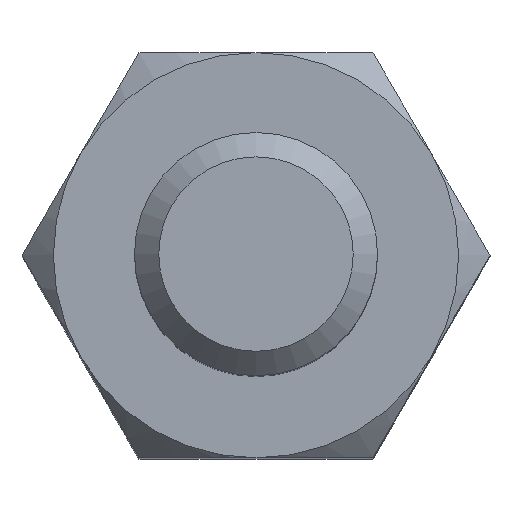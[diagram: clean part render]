
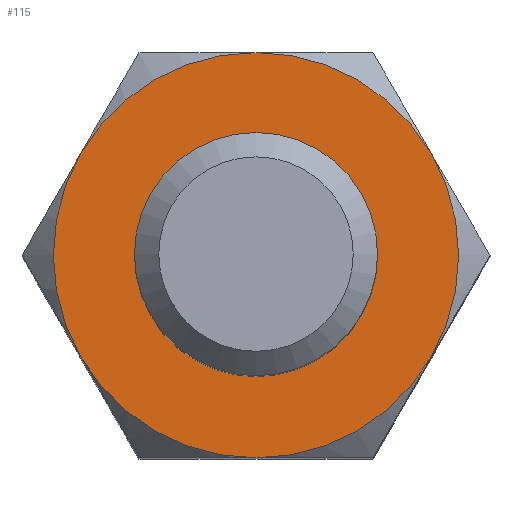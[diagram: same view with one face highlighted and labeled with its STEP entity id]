
A CAD part, top view. The second image highlights one B-rep face of the part: STEP entity #115.
In plain terms, the highlighted planar face has unit normal (0, 0, 1).
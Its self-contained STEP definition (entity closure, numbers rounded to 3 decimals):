
#115 = ADVANCED_FACE( '', ( #235, #236 ), #237, .T. );
#235 = FACE_BOUND( '', #347, .T. );
#236 = FACE_OUTER_BOUND( '', #348, .T. );
#237 = PLANE( '', #349 );
#347 = EDGE_LOOP( '', ( #572 ) );
#348 = EDGE_LOOP( '', ( #573, #574, #575, #576, #577, #578 ) );
#349 = AXIS2_PLACEMENT_3D( '', #579, #580, #581 );
#572 = ORIENTED_EDGE( '', *, *, #632, .T. );
#573 = ORIENTED_EDGE( '', *, *, #612, .F. );
#574 = ORIENTED_EDGE( '', *, *, #644, .F. );
#575 = ORIENTED_EDGE( '', *, *, #597, .F. );
#576 = ORIENTED_EDGE( '', *, *, #585, .T. );
#577 = ORIENTED_EDGE( '', *, *, #653, .F. );
#578 = ORIENTED_EDGE( '', *, *, #663, .F. );
#579 = CARTESIAN_POINT( '', ( 0., 0., 0. ) );
#580 = DIRECTION( '', ( 0., 0., 1. ) );
#581 = DIRECTION( '', ( 1., 0., 0. ) );
#585 = EDGE_CURVE( '', #668, #671, #673, .T. );
#597 = EDGE_CURVE( '', #668, #690, #691, .F. );
#612 = EDGE_CURVE( '', #714, #711, #716, .F. );
#632 = EDGE_CURVE( '', #745, #745, #746, .F. );
#644 = EDGE_CURVE( '', #690, #714, #762, .F. );
#653 = EDGE_CURVE( '', #752, #671, #772, .F. );
#663 = EDGE_CURVE( '', #711, #752, #782, .F. );
#668 = VERTEX_POINT( '', #787 );
#671 = VERTEX_POINT( '', #797 );
#673 = CIRCLE( '', #806, 2.5 );
#690 = VERTEX_POINT( '', #828 );
#691 = CIRCLE( '', #829, 2.5 );
#711 = VERTEX_POINT( '', #887 );
#714 = VERTEX_POINT( '', #895 );
#716 = CIRCLE( '', #904, 2.5 );
#745 = VERTEX_POINT( '', #977 );
#746 = CIRCLE( '', #978, 1.3 );
#752 = VERTEX_POINT( '', #986 );
#762 = CIRCLE( '', #1008, 2.5 );
#772 = CIRCLE( '', #1035, 2.5 );
#782 = CIRCLE( '', #1051, 2.5 );
#787 = CARTESIAN_POINT( '', ( 0., 2.5, 0. ) );
#797 = CARTESIAN_POINT( '', ( -2.165, 1.25, 0. ) );
#806 = AXIS2_PLACEMENT_3D( '', #1055, #1056, #1057 );
#828 = CARTESIAN_POINT( '', ( 2.165, 1.25, 0. ) );
#829 = AXIS2_PLACEMENT_3D( '', #1073, #1074, #1075 );
#887 = CARTESIAN_POINT( '', ( 0., -2.5, 0. ) );
#895 = CARTESIAN_POINT( '', ( 2.165, -1.25, 0. ) );
#904 = AXIS2_PLACEMENT_3D( '', #1081, #1082, #1083 );
#977 = CARTESIAN_POINT( '', ( 1.3, 0., 0. ) );
#978 = AXIS2_PLACEMENT_3D( '', #1100, #1101, #1102 );
#986 = CARTESIAN_POINT( '', ( -2.165, -1.25, 0. ) );
#1008 = AXIS2_PLACEMENT_3D( '', #1117, #1118, #1119 );
#1035 = AXIS2_PLACEMENT_3D( '', #1123, #1124, #1125 );
#1051 = AXIS2_PLACEMENT_3D( '', #1127, #1128, #1129 );
#1055 = CARTESIAN_POINT( '', ( 0., 0., 0. ) );
#1056 = DIRECTION( '', ( 0., 0., 1. ) );
#1057 = DIRECTION( '', ( 1., 0., 0. ) );
#1073 = CARTESIAN_POINT( '', ( 0., 0., 0. ) );
#1074 = DIRECTION( '', ( 0., 0., 1. ) );
#1075 = DIRECTION( '', ( 1., 0., 0. ) );
#1081 = CARTESIAN_POINT( '', ( 0., 0., 0. ) );
#1082 = DIRECTION( '', ( 0., 0., 1. ) );
#1083 = DIRECTION( '', ( 1., 0., 0. ) );
#1100 = CARTESIAN_POINT( '', ( 0., 0., 0. ) );
#1101 = DIRECTION( '', ( 0., 0., 1. ) );
#1102 = DIRECTION( '', ( 1., 0., 0. ) );
#1117 = CARTESIAN_POINT( '', ( 0., 0., 0. ) );
#1118 = DIRECTION( '', ( 0., 0., 1. ) );
#1119 = DIRECTION( '', ( 1., 0., 0. ) );
#1123 = CARTESIAN_POINT( '', ( 0., 0., 0. ) );
#1124 = DIRECTION( '', ( 0., 0., 1. ) );
#1125 = DIRECTION( '', ( 1., 0., 0. ) );
#1127 = CARTESIAN_POINT( '', ( 0., 0., 0. ) );
#1128 = DIRECTION( '', ( 0., 0., 1. ) );
#1129 = DIRECTION( '', ( 1., 0., 0. ) );
